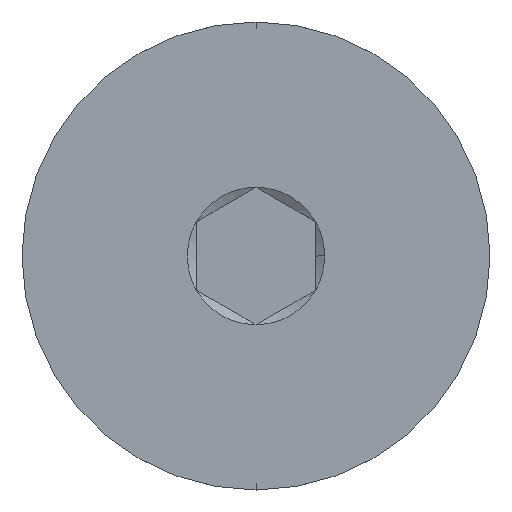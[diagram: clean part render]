
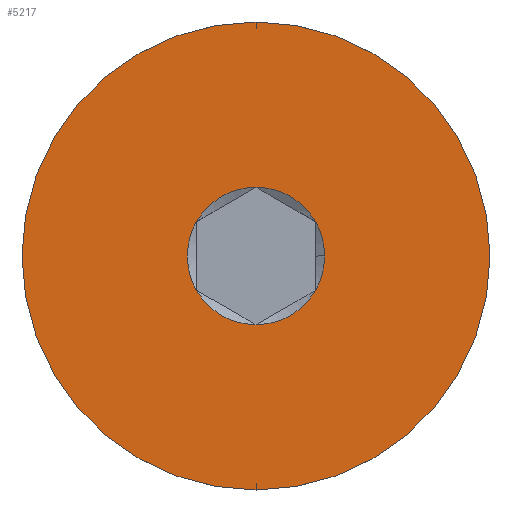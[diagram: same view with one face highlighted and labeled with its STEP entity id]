
A CAD part, top view. The second image highlights one B-rep face of the part: STEP entity #5217.
In plain terms, the highlighted planar face has unit normal (0, 0, 1).
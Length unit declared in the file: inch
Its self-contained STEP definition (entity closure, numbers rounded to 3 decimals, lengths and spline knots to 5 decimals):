
#59 = DIRECTION ( 'NONE',  ( 0., 0., 1. ) ) ;
#169 = AXIS2_PLACEMENT_3D ( 'NONE', #7109, #2444, #2656 ) ;
#370 = CIRCLE ( 'NONE', #4879, 0.04511 ) ;
#581 = FACE_OUTER_BOUND ( 'NONE', #7501, .T. ) ;
#694 = AXIS2_PLACEMENT_3D ( 'NONE', #5825, #5218, #4524 ) ;
#748 = CARTESIAN_POINT ( 'NONE',  ( 0., 0.04511, 0. ) ) ;
#862 = CIRCLE ( 'NONE', #8941, 0.04511 ) ;
#1095 = DIRECTION ( 'NONE',  ( 1., 0., 0. ) ) ;
#1492 = CIRCLE ( 'NONE', #7161, 0.04511 ) ;
#1532 = ORIENTED_EDGE ( 'NONE', *, *, #3687, .F. ) ;
#1560 = DIRECTION ( 'NONE',  ( 0., 0., 1. ) ) ;
#1603 = CIRCLE ( 'NONE', #169, 0.04511 ) ;
#1769 = CIRCLE ( 'NONE', #7790, 0.04511 ) ;
#1869 = VERTEX_POINT ( 'NONE', #748 ) ;
#1886 = DIRECTION ( 'NONE',  ( 0., 0., 1. ) ) ;
#1971 = AXIS2_PLACEMENT_3D ( 'NONE', #5567, #7159, #6284 ) ;
#2195 = EDGE_CURVE ( 'NONE', #3566, #1869, #1769, .T. ) ;
#2212 = AXIS2_PLACEMENT_3D ( 'NONE', #2553, #5633, #8741 ) ;
#2228 = DIRECTION ( 'NONE',  ( 1., 0., 0. ) ) ;
#2233 = DIRECTION ( 'NONE',  ( 0., 0., 1. ) ) ;
#2342 = CARTESIAN_POINT ( 'NONE',  ( 0., 0., 0. ) ) ;
#2370 = EDGE_CURVE ( 'NONE', #5559, #7150, #7629, .T. ) ;
#2439 = AXIS2_PLACEMENT_3D ( 'NONE', #9378, #59, #8608 ) ;
#2444 = DIRECTION ( 'NONE',  ( 0., 0., 1. ) ) ;
#2553 = CARTESIAN_POINT ( 'NONE',  ( 0., 0., 0. ) ) ;
#2656 = DIRECTION ( 'NONE',  ( 1., 0., 0. ) ) ;
#2737 = CARTESIAN_POINT ( 'NONE',  ( -0.03906, -0.02255, 0. ) ) ;
#2950 = ORIENTED_EDGE ( 'NONE', *, *, #5464, .F. ) ;
#3099 = CARTESIAN_POINT ( 'NONE',  ( 0., 0., 0. ) ) ;
#3206 = DIRECTION ( 'NONE',  ( 0., 0., 1. ) ) ;
#3221 = CARTESIAN_POINT ( 'NONE',  ( 0.03906, -0.02255, 0. ) ) ;
#3557 = CARTESIAN_POINT ( 'NONE',  ( 0., -0.04511, 0. ) ) ;
#3566 = VERTEX_POINT ( 'NONE', #8638 ) ;
#3687 = EDGE_CURVE ( 'NONE', #7167, #8327, #370, .T. ) ;
#3805 = CARTESIAN_POINT ( 'NONE',  ( 0., -0.1535, 0. ) ) ;
#4246 = CIRCLE ( 'NONE', #1971, 0.1535 ) ;
#4447 = EDGE_CURVE ( 'NONE', #9015, #5360, #4246, .T. ) ;
#4486 = CIRCLE ( 'NONE', #2212, 0.04511 ) ;
#4524 = DIRECTION ( 'NONE',  ( 0., -1., 0. ) ) ;
#4680 = AXIS2_PLACEMENT_3D ( 'NONE', #2342, #3206, #5563 ) ;
#4741 = EDGE_CURVE ( 'NONE', #7150, #7167, #862, .T. ) ;
#4879 = AXIS2_PLACEMENT_3D ( 'NONE', #4939, #5791, #1095 ) ;
#4939 = CARTESIAN_POINT ( 'NONE',  ( 0., 0., 0. ) ) ;
#4974 = CARTESIAN_POINT ( 'NONE',  ( 0., 0.1535, 0. ) ) ;
#5217 = ADVANCED_FACE ( 'NONE', ( #5882, #581 ), #9091, .T. ) ;
#5218 = DIRECTION ( 'NONE',  ( 0., 0., 1. ) ) ;
#5360 = VERTEX_POINT ( 'NONE', #3805 ) ;
#5363 = ORIENTED_EDGE ( 'NONE', *, *, #4741, .F. ) ;
#5464 = EDGE_CURVE ( 'NONE', #6275, #3566, #1492, .T. ) ;
#5559 = VERTEX_POINT ( 'NONE', #8066 ) ;
#5563 = DIRECTION ( 'NONE',  ( 0., -1., 0. ) ) ;
#5567 = CARTESIAN_POINT ( 'NONE',  ( 0., 0., 0. ) ) ;
#5633 = DIRECTION ( 'NONE',  ( 0., 0., 1. ) ) ;
#5791 = DIRECTION ( 'NONE',  ( 0., 0., 1. ) ) ;
#5825 = CARTESIAN_POINT ( 'NONE',  ( 0., -0.069, 0. ) ) ;
#5882 = FACE_BOUND ( 'NONE', #9755, .T. ) ;
#6275 = VERTEX_POINT ( 'NONE', #7923 ) ;
#6278 = CIRCLE ( 'NONE', #4680, 0.1535 ) ;
#6284 = DIRECTION ( 'NONE',  ( 0., -1., 0. ) ) ;
#6375 = EDGE_CURVE ( 'NONE', #5360, #9015, #6278, .T. ) ;
#6483 = ORIENTED_EDGE ( 'NONE', *, *, #2195, .F. ) ;
#6595 = ORIENTED_EDGE ( 'NONE', *, *, #4447, .T. ) ;
#6609 = ORIENTED_EDGE ( 'NONE', *, *, #6375, .T. ) ;
#6662 = CARTESIAN_POINT ( 'NONE',  ( 0., 0., 0. ) ) ;
#7109 = CARTESIAN_POINT ( 'NONE',  ( 0., 0., 0. ) ) ;
#7150 = VERTEX_POINT ( 'NONE', #2737 ) ;
#7159 = DIRECTION ( 'NONE',  ( 0., 0., 1. ) ) ;
#7161 = AXIS2_PLACEMENT_3D ( 'NONE', #9996, #1560, #2228 ) ;
#7167 = VERTEX_POINT ( 'NONE', #3557 ) ;
#7249 = ORIENTED_EDGE ( 'NONE', *, *, #8759, .F. ) ;
#7501 = EDGE_LOOP ( 'NONE', ( #6609, #6595 ) ) ;
#7520 = DIRECTION ( 'NONE',  ( 1., 0., 0. ) ) ;
#7626 = ORIENTED_EDGE ( 'NONE', *, *, #2370, .F. ) ;
#7629 = CIRCLE ( 'NONE', #2439, 0.04511 ) ;
#7790 = AXIS2_PLACEMENT_3D ( 'NONE', #6662, #1886, #8892 ) ;
#7923 = CARTESIAN_POINT ( 'NONE',  ( 0.04511, 0., 0. ) ) ;
#8066 = CARTESIAN_POINT ( 'NONE',  ( -0.03906, 0.02255, 0. ) ) ;
#8208 = ORIENTED_EDGE ( 'NONE', *, *, #9899, .F. ) ;
#8327 = VERTEX_POINT ( 'NONE', #3221 ) ;
#8608 = DIRECTION ( 'NONE',  ( 1., 0., 0. ) ) ;
#8638 = CARTESIAN_POINT ( 'NONE',  ( 0.03906, 0.02255, 0. ) ) ;
#8741 = DIRECTION ( 'NONE',  ( 1., 0., 0. ) ) ;
#8759 = EDGE_CURVE ( 'NONE', #1869, #5559, #1603, .T. ) ;
#8892 = DIRECTION ( 'NONE',  ( 1., 0., 0. ) ) ;
#8941 = AXIS2_PLACEMENT_3D ( 'NONE', #3099, #2233, #7520 ) ;
#9015 = VERTEX_POINT ( 'NONE', #4974 ) ;
#9091 = PLANE ( 'NONE',  #694 ) ;
#9378 = CARTESIAN_POINT ( 'NONE',  ( 0., 0., 0. ) ) ;
#9755 = EDGE_LOOP ( 'NONE', ( #1532, #5363, #7626, #7249, #6483, #2950, #8208 ) ) ;
#9899 = EDGE_CURVE ( 'NONE', #8327, #6275, #4486, .T. ) ;
#9996 = CARTESIAN_POINT ( 'NONE',  ( 0., 0., 0. ) ) ;
